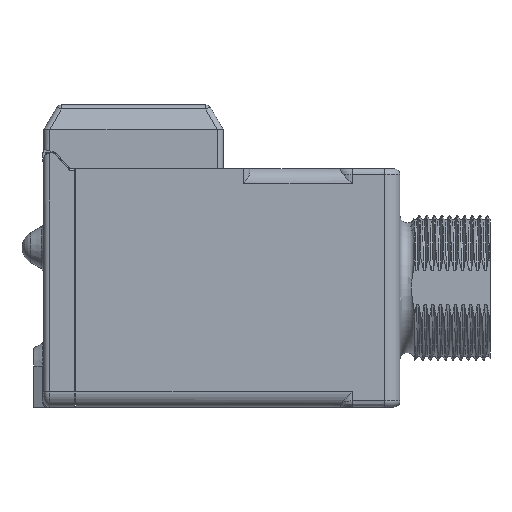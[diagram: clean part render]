
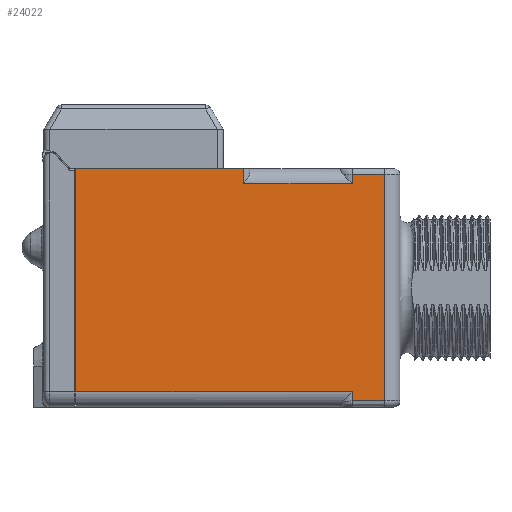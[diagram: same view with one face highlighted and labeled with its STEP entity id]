
A CAD part, left-side view. The second image highlights one B-rep face of the part: STEP entity #24022.
In plain terms, the highlighted planar face has unit normal (-1, 0, 0).
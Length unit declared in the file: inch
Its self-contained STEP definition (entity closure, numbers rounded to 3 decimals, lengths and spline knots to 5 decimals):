
#1287=DIRECTION('',(0.,1.,0.));
#1288=VECTOR('',#1287,1.37165);
#1289=CARTESIAN_POINT('',(-0.875,1.2752,0.97343));
#1290=LINE('',#1289,#1288);
#1349=DIRECTION('',(0.,0.,1.));
#1350=VECTOR('',#1349,1.82165);
#1351=CARTESIAN_POINT('',(-0.875,2.64685,-0.84823));
#1352=LINE('',#1351,#1350);
#1353=DIRECTION('',(0.,0.,1.));
#1354=VECTOR('',#1353,0.1252);
#1355=CARTESIAN_POINT('',(-0.875,1.2752,0.84823));
#1356=LINE('',#1355,#1354);
#1357=DIRECTION('',(0.,0.,-1.));
#1358=VECTOR('',#1357,0.0752);
#1359=CARTESIAN_POINT('',(-0.875,0.39016,
0.92343));
#1360=LINE('',#1359,#1358);
#1361=CARTESIAN_POINT('',(-0.875,0.39016,
0.92343));
#1362=CARTESIAN_POINT('',(-0.875,0.37849,
0.92336));
#1363=CARTESIAN_POINT('',(-0.875,0.35416,
0.92348));
#1364=CARTESIAN_POINT('',(-0.875,0.31463,
0.92341));
#1365=CARTESIAN_POINT('',(-0.875,0.27215,
0.92343));
#1366=CARTESIAN_POINT('',(-0.875,0.22661,
0.92342));
#1367=CARTESIAN_POINT('',(-0.875,0.17791,
0.92343));
#1368=CARTESIAN_POINT('',(-0.875,0.14314,0.92343));
#1369=CARTESIAN_POINT('',(-0.875,0.1252,0.92343));
#1371=DIRECTION('',(0.,0.,-1.));
#1372=VECTOR('',#1371,1.84685);
#1373=CARTESIAN_POINT('',(-0.875,0.1252,0.92343));
#1374=LINE('',#1373,#1372);
#1375=CARTESIAN_POINT('',(-0.875,0.1252,-0.92343));
#1376=CARTESIAN_POINT('',(-0.875,0.143,-0.92343));
#1377=CARTESIAN_POINT('',(-0.875,0.17754,
-0.92343));
#1378=CARTESIAN_POINT('',(-0.875,0.22605,
-0.92342));
#1379=CARTESIAN_POINT('',(-0.875,0.27155,
-0.92343));
#1380=CARTESIAN_POINT('',(-0.875,0.31414,
-0.9234));
#1381=CARTESIAN_POINT('',(-0.875,0.3539,
-0.92349));
#1382=CARTESIAN_POINT('',(-0.875,0.3784,
-0.92333));
#1383=CARTESIAN_POINT('',(-0.875,0.39016,
-0.92343));
#1385=DIRECTION('',(0.,0.,-1.));
#1386=VECTOR('',#1385,0.0752);
#1387=CARTESIAN_POINT('',(-0.875,0.39016,-0.84823));
#1388=LINE('',#1387,#1386);
#1414=DIRECTION('',(0.,1.,0.));
#1415=VECTOR('',#1414,0.88504);
#1416=CARTESIAN_POINT('',(-0.875,0.39016,0.84823));
#1417=LINE('',#1416,#1415);
#1812=DIRECTION('',(0.,-1.,0.));
#1813=VECTOR('',#1812,2.25669);
#1814=CARTESIAN_POINT('',(-0.875,2.64685,-0.84823));
#1815=LINE('',#1814,#1813);
#1830=CARTESIAN_POINT('',(-0.875,0.39016,-0.84823));
#20417=CARTESIAN_POINT('',(-0.875,2.64685,-0.84823));
#20418=CARTESIAN_POINT('',(-0.875,2.64685,0.97343));
#20419=VERTEX_POINT('',#20417);
#20420=VERTEX_POINT('',#20418);
#20517=CARTESIAN_POINT('',(-0.875,0.1252,0.92343));
#20518=VERTEX_POINT('',#20517);
#20520=VERTEX_POINT('',#1361);
#20523=VERTEX_POINT('',#1375);
#20524=VERTEX_POINT('',#1383);
#20543=CARTESIAN_POINT('',(-0.875,0.39016,0.84823));
#20544=VERTEX_POINT('',#20543);
#20550=VERTEX_POINT('',#1830);
#20609=CARTESIAN_POINT('',(-0.875,1.2752,0.97343));
#20611=VERTEX_POINT('',#20609);
#20615=CARTESIAN_POINT('',(-0.875,1.2752,0.84823));
#20616=VERTEX_POINT('',#20615);
#23997=CARTESIAN_POINT('',(-0.875,0.,-0.97343));
#23998=DIRECTION('',(-1.,0.,0.));
#23999=DIRECTION('',(0.,0.,1.));
#24000=AXIS2_PLACEMENT_3D('',#23997,#23998,#23999);
#24001=PLANE('',#24000);
#24002=ORIENTED_EDGE('',*,*,#23973,.T.);
#24003=ORIENTED_EDGE('',*,*,#23943,.F.);
#24005=ORIENTED_EDGE('',*,*,#24004,.F.);
#24007=ORIENTED_EDGE('',*,*,#24006,.F.);
#24009=ORIENTED_EDGE('',*,*,#24008,.F.);
#24011=ORIENTED_EDGE('',*,*,#24010,.T.);
#24013=ORIENTED_EDGE('',*,*,#24012,.T.);
#24015=ORIENTED_EDGE('',*,*,#24014,.T.);
#24017=ORIENTED_EDGE('',*,*,#24016,.F.);
#24019=ORIENTED_EDGE('',*,*,#24018,.F.);
#24020=EDGE_LOOP('',(#24002,#24003,#24005,#24007,#24009,#24011,#24013,#24015,
#24017,#24019));
#24021=FACE_OUTER_BOUND('',#24020,.F.);
#24022=ADVANCED_FACE('',(#24021),#24001,.T.);
#1370=B_SPLINE_CURVE_WITH_KNOTS('',3,(#1361,#1362,#1363,#1364,#1365,#1366,#1367,
#1368,#1369),.UNSPECIFIED.,.F.,.F.,(4,1,1,1,1,1,4),(0.,0.16667,
0.33333,0.5,0.66667,0.83333,1.),
.UNSPECIFIED.);
#1384=B_SPLINE_CURVE_WITH_KNOTS('',3,(#1375,#1376,#1377,#1378,#1379,#1380,#1381,
#1382,#1383),.UNSPECIFIED.,.F.,.F.,(4,1,1,1,1,1,4),(0.,0.16667,
0.33333,0.5,0.66667,0.83333,1.),
.UNSPECIFIED.);
#23943=EDGE_CURVE('',#20611,#20420,#1290,.T.);
#23973=EDGE_CURVE('',#20419,#20420,#1352,.T.);
#24004=EDGE_CURVE('',#20616,#20611,#1356,.T.);
#24006=EDGE_CURVE('',#20544,#20616,#1417,.T.);
#24008=EDGE_CURVE('',#20520,#20544,#1360,.T.);
#24010=EDGE_CURVE('',#20520,#20518,#1370,.T.);
#24012=EDGE_CURVE('',#20518,#20523,#1374,.T.);
#24014=EDGE_CURVE('',#20523,#20524,#1384,.T.);
#24016=EDGE_CURVE('',#20550,#20524,#1388,.T.);
#24018=EDGE_CURVE('',#20419,#20550,#1815,.T.);
